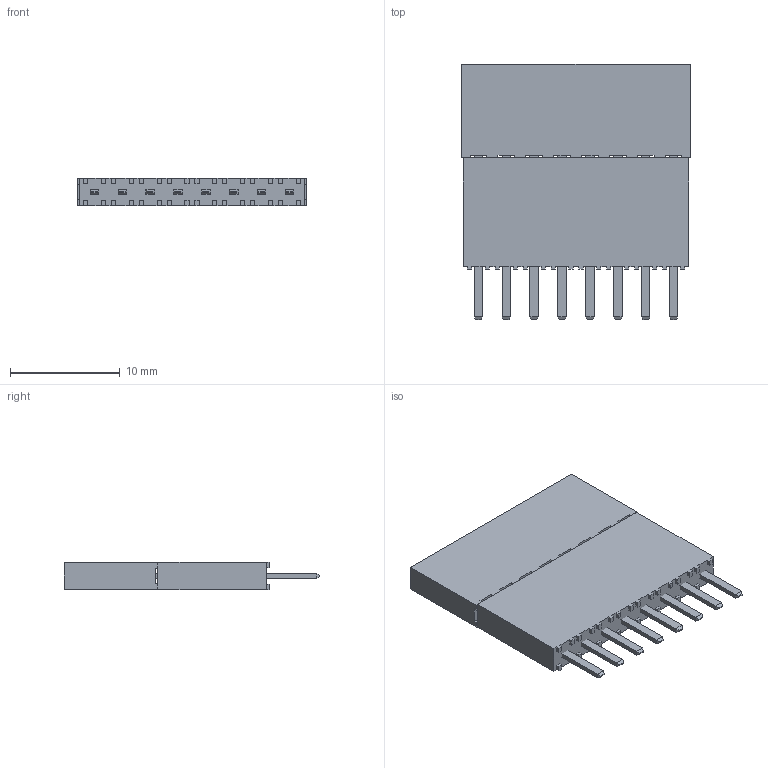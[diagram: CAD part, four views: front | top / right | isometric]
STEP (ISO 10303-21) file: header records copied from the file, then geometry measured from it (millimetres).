
FILE_DESCRIPTION( ( 'STEP AP214' ), '1' );
FILE_NAME( 'ESW-108-44-L-S.stp', '2020-06-15T19:34:20', ( 'License CC BY-ND 4.0' ), ( 'CADENAS' ), ' ', 'PARTsolutions', ' ' );
FILE_SCHEMA( ( 'AUTOMOTIVE_DESIGN { 1 0 10303 214 1 1 1 1 }' ) );
Length unit declared in the file: inch
Products named in the file (4): ESW-108-44-L-S; _ESW-108-44-L-S_socket; _ESW-108-44-L-S_pins; _ESW-108-44-L-S_bsocket
Assembly tree (3 placements, depth 2):
  ESW-108-44-L-S
    _ESW-108-44-L-S_socket
    _ESW-108-44-L-S_pins
    _ESW-108-44-L-S_bsocket
Bounding box: 20.83 x 23.24 x 2.54 mm (x, y, z)
Volume: 950.6 mm3; surface area: 1703.3 mm2
Topology: 3 solids, 3 shells, 414 faces, 1120 edges, 736 vertices
Faces by surface type: plane 406, cylinder 8
Entity records: 16086 total; most frequent: CARTESIAN_POINT 2274, ORIENTED_EDGE 2240, DIRECTION 1972, EDGE_CURVE 1120, LINE 1104, VECTOR 1104, VERTEX_POINT 736, EDGE_LOOP 438
